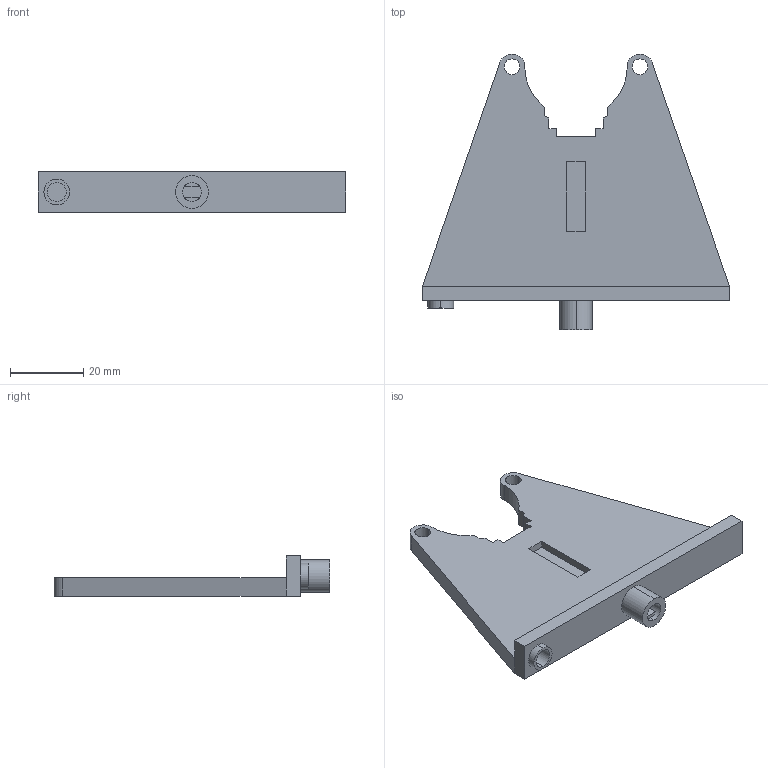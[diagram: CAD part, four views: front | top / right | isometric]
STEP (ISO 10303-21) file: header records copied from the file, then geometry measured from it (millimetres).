
FILE_DESCRIPTION (( 'STEP AP203' ), '1' );
FILE_NAME ('Âåðòèêàëüíûé äåðæàòåëü.STEP', '2025-05-03T10:59:02', ( '' ), ( '' ), 'SwSTEP 2.0', 'SolidWorks 2020', '' );
FILE_SCHEMA (( 'CONFIG_CONTROL_DESIGN' ));
Length unit declared in the file: millimetre
Products named in the file (1): Âåðòèêàëüíûé äåðæàòåëü
Bounding box: 84 x 75.49 x 11 mm (x, y, z)
Volume: 20937.6 mm3; surface area: 10735.7 mm2
Topology: 1 solids, 1 shells, 49 faces, 124 edges, 82 vertices
Faces by surface type: plane 33, cylinder 16
Entity records: 1563 total; most frequent: DIRECTION 260, CARTESIAN_POINT 256, ORIENTED_EDGE 248, EDGE_CURVE 124, LINE 88, VECTOR 88, AXIS2_PLACEMENT_3D 86, VERTEX_POINT 82
